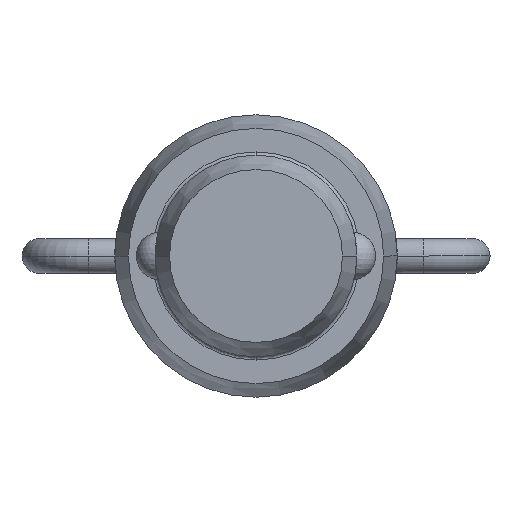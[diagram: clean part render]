
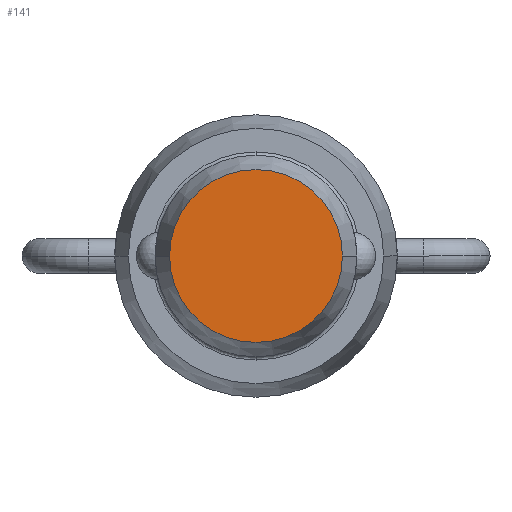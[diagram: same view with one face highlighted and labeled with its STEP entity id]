
A CAD part, front view. The second image highlights one B-rep face of the part: STEP entity #141.
In plain terms, the highlighted planar face has unit normal (0, -1, 0).
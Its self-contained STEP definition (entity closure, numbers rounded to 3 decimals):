
#141=ADVANCED_FACE('',(#281),#282,.T.);
#281=FACE_OUTER_BOUND('',#414,.T.);
#282=PLANE('',#415);
#414=EDGE_LOOP('',(#767,#768));
#415=AXIS2_PLACEMENT_3D('',#769,#770,#771);
#767=ORIENTED_EDGE('',*,*,#903,.T.);
#768=ORIENTED_EDGE('',*,*,#919,.T.);
#769=CARTESIAN_POINT('',(-3.175,-125.984,0.0));
#770=DIRECTION('',(0.,-1.0,0.0));
#771=DIRECTION('',(1.0,0.,0.0));
#903=EDGE_CURVE('',#1104,#1106,#1108,.T.);
#919=EDGE_CURVE('',#1106,#1104,#1124,.T.);
#1104=VERTEX_POINT('',#1507);
#1106=VERTEX_POINT('',#1510);
#1108=CIRCLE('',#1513,5.44);
#1124=CIRCLE('',#1529,5.44);
#1507=CARTESIAN_POINT('',(-5.44,-125.984,0.0));
#1510=CARTESIAN_POINT('',(5.44,-125.984,0.));
#1513=AXIS2_PLACEMENT_3D('',#1719,#1720,#1721);
#1529=AXIS2_PLACEMENT_3D('',#1743,#1744,#1745);
#1719=CARTESIAN_POINT('',(0.0,-125.984,0.0));
#1720=DIRECTION('',(0.,-1.0,0.0));
#1721=DIRECTION('',(-1.0,0.,0.0));
#1743=CARTESIAN_POINT('',(0.0,-125.984,0.0));
#1744=DIRECTION('',(0.,-1.0,0.0));
#1745=DIRECTION('',(-1.0,0.,0.0));
